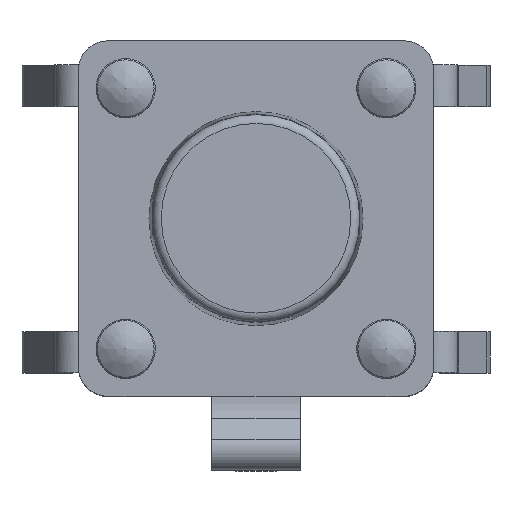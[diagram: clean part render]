
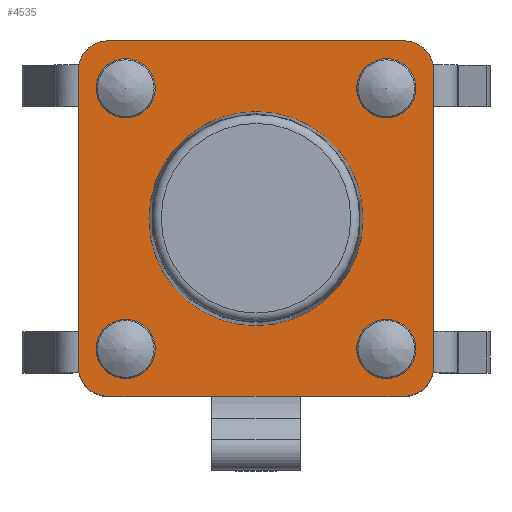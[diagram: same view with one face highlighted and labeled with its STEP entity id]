
A CAD part, top view. The second image highlights one B-rep face of the part: STEP entity #4535.
In plain terms, the highlighted planar face has unit normal (0, 0, 1).
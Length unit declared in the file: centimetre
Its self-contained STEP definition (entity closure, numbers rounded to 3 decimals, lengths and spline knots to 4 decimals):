
#38=FACE_BOUND('',#1657,.T.);
#39=FACE_BOUND('',#1658,.T.);
#40=FACE_BOUND('',#1659,.T.);
#41=FACE_BOUND('',#1660,.T.);
#42=FACE_BOUND('',#1661,.T.);
#142=PLANE('',#4900);
#494=LINE('',#7351,#969);
#495=LINE('',#7353,#970);
#496=LINE('',#7357,#971);
#497=LINE('',#7361,#972);
#498=LINE('',#7365,#973);
#499=LINE('',#7368,#974);
#969=VECTOR('',#5845,1.);
#970=VECTOR('',#5846,1.);
#971=VECTOR('',#5849,1.);
#972=VECTOR('',#5852,1.);
#973=VECTOR('',#5855,1.);
#974=VECTOR('',#5858,1.);
#1399=FACE_OUTER_BOUND('',#1656,.T.);
#1656=EDGE_LOOP('',(#3801,#3802,#3803,#3804,#3805,#3806,#3807,#3808,#3809,
#3810));
#1657=EDGE_LOOP('',(#3811));
#1658=EDGE_LOOP('',(#3812));
#1659=EDGE_LOOP('',(#3813));
#1660=EDGE_LOOP('',(#3814));
#1661=EDGE_LOOP('',(#3815));
#1797=CIRCLE('',#4679,0.05);
#1804=CIRCLE('',#4688,0.05);
#1809=CIRCLE('',#4695,0.05);
#1814=CIRCLE('',#4702,0.05);
#1887=CIRCLE('',#4901,0.05);
#1888=CIRCLE('',#4902,0.05);
#1889=CIRCLE('',#4903,0.05);
#1890=CIRCLE('',#4904,0.05);
#1891=CIRCLE('',#4905,0.1807);
#1956=VERTEX_POINT('',#6491);
#1962=VERTEX_POINT('',#6534);
#1966=VERTEX_POINT('',#6573);
#1970=VERTEX_POINT('',#6612);
#2201=VERTEX_POINT('',#7349);
#2202=VERTEX_POINT('',#7350);
#2203=VERTEX_POINT('',#7352);
#2204=VERTEX_POINT('',#7354);
#2205=VERTEX_POINT('',#7356);
#2206=VERTEX_POINT('',#7358);
#2207=VERTEX_POINT('',#7360);
#2208=VERTEX_POINT('',#7362);
#2209=VERTEX_POINT('',#7364);
#2210=VERTEX_POINT('',#7366);
#2211=VERTEX_POINT('',#7369);
#2388=EDGE_CURVE('',#1956,#1956,#1797,.T.);
#2396=EDGE_CURVE('',#1962,#1962,#1804,.T.);
#2402=EDGE_CURVE('',#1966,#1966,#1809,.T.);
#2408=EDGE_CURVE('',#1970,#1970,#1814,.T.);
#2764=EDGE_CURVE('',#2201,#2202,#494,.T.);
#2765=EDGE_CURVE('',#2203,#2201,#495,.T.);
#2766=EDGE_CURVE('',#2204,#2203,#1887,.T.);
#2767=EDGE_CURVE('',#2205,#2204,#496,.T.);
#2768=EDGE_CURVE('',#2206,#2205,#1888,.T.);
#2769=EDGE_CURVE('',#2207,#2206,#497,.T.);
#2770=EDGE_CURVE('',#2208,#2207,#1889,.T.);
#2771=EDGE_CURVE('',#2209,#2208,#498,.T.);
#2772=EDGE_CURVE('',#2210,#2209,#1890,.T.);
#2773=EDGE_CURVE('',#2202,#2210,#499,.T.);
#2774=EDGE_CURVE('',#2211,#2211,#1891,.T.);
#3801=ORIENTED_EDGE('',*,*,#2764,.F.);
#3802=ORIENTED_EDGE('',*,*,#2765,.F.);
#3803=ORIENTED_EDGE('',*,*,#2766,.F.);
#3804=ORIENTED_EDGE('',*,*,#2767,.F.);
#3805=ORIENTED_EDGE('',*,*,#2768,.F.);
#3806=ORIENTED_EDGE('',*,*,#2769,.F.);
#3807=ORIENTED_EDGE('',*,*,#2770,.F.);
#3808=ORIENTED_EDGE('',*,*,#2771,.F.);
#3809=ORIENTED_EDGE('',*,*,#2772,.F.);
#3810=ORIENTED_EDGE('',*,*,#2773,.F.);
#3811=ORIENTED_EDGE('',*,*,#2388,.T.);
#3812=ORIENTED_EDGE('',*,*,#2396,.T.);
#3813=ORIENTED_EDGE('',*,*,#2402,.T.);
#3814=ORIENTED_EDGE('',*,*,#2408,.T.);
#3815=ORIENTED_EDGE('',*,*,#2774,.F.);
#4535=ADVANCED_FACE('',(#1399,#38,#39,#40,#41,#42),#142,.T.);
#4679=AXIS2_PLACEMENT_3D('',#6492,#5123,#5124);
#4688=AXIS2_PLACEMENT_3D('',#6535,#5142,#5143);
#4695=AXIS2_PLACEMENT_3D('',#6574,#5157,#5158);
#4702=AXIS2_PLACEMENT_3D('',#6613,#5172,#5173);
#4900=AXIS2_PLACEMENT_3D('',#7348,#5843,#5844);
#4901=AXIS2_PLACEMENT_3D('',#7355,#5847,#5848);
#4902=AXIS2_PLACEMENT_3D('',#7359,#5850,#5851);
#4903=AXIS2_PLACEMENT_3D('',#7363,#5853,#5854);
#4904=AXIS2_PLACEMENT_3D('',#7367,#5856,#5857);
#4905=AXIS2_PLACEMENT_3D('',#7370,#5859,#5860);
#5123=DIRECTION('center_axis',(0.,0.,
-1.));
#5124=DIRECTION('ref_axis',(1.,0.,0.));
#5142=DIRECTION('center_axis',(0.,0.,
-1.));
#5143=DIRECTION('ref_axis',(-1.,0.,0.));
#5157=DIRECTION('center_axis',(0.,0.,
-1.));
#5158=DIRECTION('ref_axis',(1.,0.,0.));
#5172=DIRECTION('center_axis',(0.,0.,
-1.));
#5173=DIRECTION('ref_axis',(-1.,0.,0.));
#5843=DIRECTION('center_axis',(0.,0.,
1.));
#5844=DIRECTION('ref_axis',(0.,-1.,0.));
#5845=DIRECTION('',(-1.,0.,0.));
#5846=DIRECTION('',(-1.,0.,0.));
#5847=DIRECTION('center_axis',(0.,0.,
-1.));
#5848=DIRECTION('ref_axis',(0.707,-0.707,0.));
#5849=DIRECTION('',(0.,-1.,0.));
#5850=DIRECTION('center_axis',(0.,0.,
-1.));
#5851=DIRECTION('ref_axis',(0.707,0.707,0.));
#5852=DIRECTION('',(1.,0.,0.));
#5853=DIRECTION('center_axis',(0.,0.,
-1.));
#5854=DIRECTION('ref_axis',(-0.707,0.707,0.));
#5855=DIRECTION('',(0.,1.,0.));
#5856=DIRECTION('center_axis',(0.,0.,
-1.));
#5857=DIRECTION('ref_axis',(-0.707,-0.707,0.));
#5858=DIRECTION('',(-1.,0.,0.));
#5859=DIRECTION('center_axis',(0.,0.,
1.));
#5860=DIRECTION('ref_axis',(0.,1.,0.));
#6491=CARTESIAN_POINT('',(-0.27,-0.22,0.322));
#6492=CARTESIAN_POINT('Origin',(-0.22,-0.22,0.322));
#6534=CARTESIAN_POINT('',(0.27,-0.22,0.322));
#6535=CARTESIAN_POINT('Origin',(0.22,-0.22,0.322));
#6573=CARTESIAN_POINT('',(-0.27,0.22,0.322));
#6574=CARTESIAN_POINT('Origin',(-0.22,0.22,0.322));
#6612=CARTESIAN_POINT('',(0.27,0.22,0.322));
#6613=CARTESIAN_POINT('Origin',(0.22,0.22,0.322));
#7348=CARTESIAN_POINT('Origin',(0.,-0.36,0.322));
#7349=CARTESIAN_POINT('',(0.075,-0.3,0.322));
#7350=CARTESIAN_POINT('',(-0.075,-0.3,0.322));
#7351=CARTESIAN_POINT('',(0.,-0.3,0.322));
#7352=CARTESIAN_POINT('',(0.25,-0.3,0.322));
#7353=CARTESIAN_POINT('',(-0.3,-0.3,0.322));
#7354=CARTESIAN_POINT('',(0.3,-0.25,0.322));
#7355=CARTESIAN_POINT('Origin',(0.25,-0.25,0.322));
#7356=CARTESIAN_POINT('',(0.3,0.25,0.322));
#7357=CARTESIAN_POINT('',(0.3,-0.3,0.322));
#7358=CARTESIAN_POINT('',(0.25,0.3,0.322));
#7359=CARTESIAN_POINT('Origin',(0.25,0.25,0.322));
#7360=CARTESIAN_POINT('',(-0.25,0.3,0.322));
#7361=CARTESIAN_POINT('',(0.3,0.3,0.322));
#7362=CARTESIAN_POINT('',(-0.3,0.25,0.322));
#7363=CARTESIAN_POINT('Origin',(-0.25,0.25,0.322));
#7364=CARTESIAN_POINT('',(-0.3,-0.25,0.322));
#7365=CARTESIAN_POINT('',(-0.3,0.3,0.322));
#7366=CARTESIAN_POINT('',(-0.25,-0.3,0.322));
#7367=CARTESIAN_POINT('Origin',(-0.25,-0.25,0.322));
#7368=CARTESIAN_POINT('',(-0.3,-0.3,0.322));
#7369=CARTESIAN_POINT('',(0.,-0.1807,0.322));
#7370=CARTESIAN_POINT('Origin',(0.,0.,
0.322));
